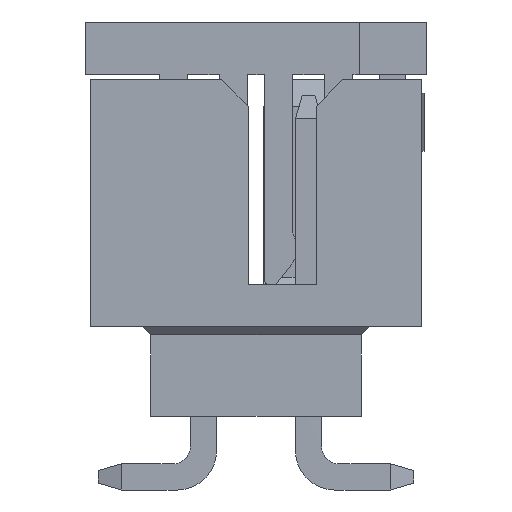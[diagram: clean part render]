
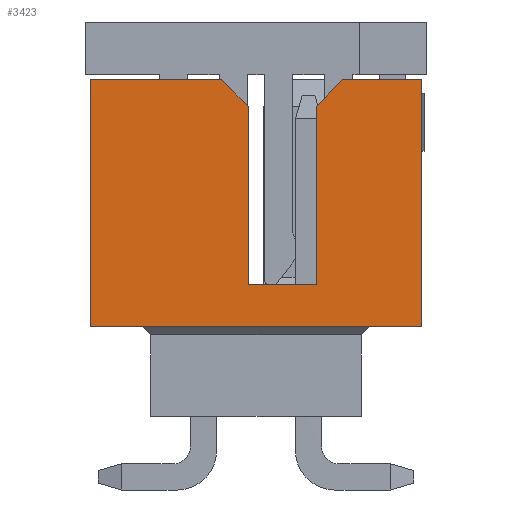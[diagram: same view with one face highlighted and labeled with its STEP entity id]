
A CAD part, left-side view. The second image highlights one B-rep face of the part: STEP entity #3423.
In plain terms, the highlighted planar face has unit normal (-1, 0, 0).
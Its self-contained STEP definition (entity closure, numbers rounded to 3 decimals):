
#3172=CARTESIAN_POINT('',(-11.325,3.15,4.7));
#3173=VERTEX_POINT('',#3172);
#3181=CARTESIAN_POINT('',(-11.325,3.15,0.));
#3182=VERTEX_POINT('',#3181);
#3189=CARTESIAN_POINT('',(-11.325,3.15,0.));
#3190=DIRECTION('',(0.,0.,1.));
#3191=VECTOR('',#3190,4.7);
#3192=LINE('',#3189,#3191);
#3193=EDGE_CURVE('',#3182,#3173,#3192,.T.);
#3203=CARTESIAN_POINT('',(-11.325,0.65,4.7));
#3204=VERTEX_POINT('',#3203);
#3205=CARTESIAN_POINT('',(-11.325,3.15,4.7));
#3206=DIRECTION('',(0.,-1.,0.));
#3207=VECTOR('',#3206,2.5);
#3208=LINE('',#3205,#3207);
#3209=EDGE_CURVE('',#3173,#3204,#3208,.T.);
#3272=CARTESIAN_POINT('',(-11.325,-3.15,4.7));
#3273=VERTEX_POINT('',#3272);
#3280=CARTESIAN_POINT('',(-11.325,-3.15,0.));
#3281=VERTEX_POINT('',#3280);
#3282=CARTESIAN_POINT('',(-11.325,-3.15,4.7));
#3283=DIRECTION('',(0.,0.,-1.));
#3284=VECTOR('',#3283,4.7);
#3285=LINE('',#3282,#3284);
#3286=EDGE_CURVE('',#3273,#3281,#3285,.T.);
#3331=CARTESIAN_POINT('',(-11.325,-3.15,0.));
#3332=DIRECTION('',(0.,1.,0.));
#3333=VECTOR('',#3332,6.3);
#3334=LINE('',#3331,#3333);
#3335=EDGE_CURVE('',#3281,#3182,#3334,.T.);
#3366=CARTESIAN_POINT('',(-11.325,3.15,4.7));
#3367=DIRECTION('',(0.,0.,-1.));
#3368=DIRECTION('',(-1.,-0.,-0.));
#3369=AXIS2_PLACEMENT_3D('',#3366,#3368,#3367);
#3370=PLANE('',#3369);
#3371=CARTESIAN_POINT('',(-11.325,-1.65,4.7));
#3372=VERTEX_POINT('',#3371);
#3373=CARTESIAN_POINT('',(-11.325,-1.15,4.2));
#3374=VERTEX_POINT('',#3373);
#3375=CARTESIAN_POINT('',(-11.325,-1.65,4.7));
#3376=DIRECTION('',(0.,0.707,-0.707));
#3377=VECTOR('',#3376,0.707);
#3378=LINE('',#3375,#3377);
#3379=EDGE_CURVE('',#3372,#3374,#3378,.T.);
#3380=ORIENTED_EDGE('',*,*,#3379,.T.);
#3381=CARTESIAN_POINT('',(-11.325,-1.15,0.8));
#3382=VERTEX_POINT('',#3381);
#3383=CARTESIAN_POINT('',(-11.325,-1.15,4.2));
#3384=DIRECTION('',(0.,0.,-1.));
#3385=VECTOR('',#3384,3.4);
#3386=LINE('',#3383,#3385);
#3387=EDGE_CURVE('',#3374,#3382,#3386,.T.);
#3388=ORIENTED_EDGE('',*,*,#3387,.T.);
#3389=CARTESIAN_POINT('',(-11.325,0.15,0.8));
#3390=VERTEX_POINT('',#3389);
#3391=CARTESIAN_POINT('',(-11.325,0.15,0.8));
#3392=DIRECTION('',(0.,-1.,0.));
#3393=VECTOR('',#3392,1.3);
#3394=LINE('',#3391,#3393);
#3395=EDGE_CURVE('',#3390,#3382,#3394,.T.);
#3396=ORIENTED_EDGE('',*,*,#3395,.F.);
#3397=CARTESIAN_POINT('',(-11.325,0.15,4.2));
#3398=VERTEX_POINT('',#3397);
#3399=CARTESIAN_POINT('',(-11.325,0.15,0.8));
#3400=DIRECTION('',(0.,0.,1.));
#3401=VECTOR('',#3400,3.4);
#3402=LINE('',#3399,#3401);
#3403=EDGE_CURVE('',#3390,#3398,#3402,.T.);
#3404=ORIENTED_EDGE('',*,*,#3403,.T.);
#3405=CARTESIAN_POINT('',(-11.325,0.15,4.2));
#3406=DIRECTION('',(0.,0.707,0.707));
#3407=VECTOR('',#3406,0.707);
#3408=LINE('',#3405,#3407);
#3409=EDGE_CURVE('',#3398,#3204,#3408,.T.);
#3410=ORIENTED_EDGE('',*,*,#3409,.T.);
#3411=ORIENTED_EDGE('',*,*,#3209,.F.);
#3412=ORIENTED_EDGE('',*,*,#3193,.F.);
#3413=ORIENTED_EDGE('',*,*,#3335,.F.);
#3414=ORIENTED_EDGE('',*,*,#3286,.F.);
#3415=CARTESIAN_POINT('',(-11.325,-3.15,4.7));
#3416=DIRECTION('',(0.,1.,0.));
#3417=VECTOR('',#3416,1.5);
#3418=LINE('',#3415,#3417);
#3419=EDGE_CURVE('',#3273,#3372,#3418,.T.);
#3420=ORIENTED_EDGE('',*,*,#3419,.T.);
#3421=EDGE_LOOP('',(#3380,#3388,#3396,#3404,#3410,#3411,#3412,#3413,#3414,#3420));
#3422=FACE_OUTER_BOUND('',#3421,.T.);
#3423=ADVANCED_FACE('',(#3422),#3370,.T.);
